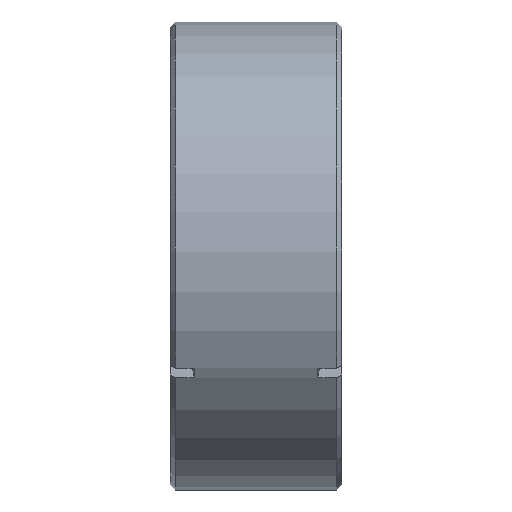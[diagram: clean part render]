
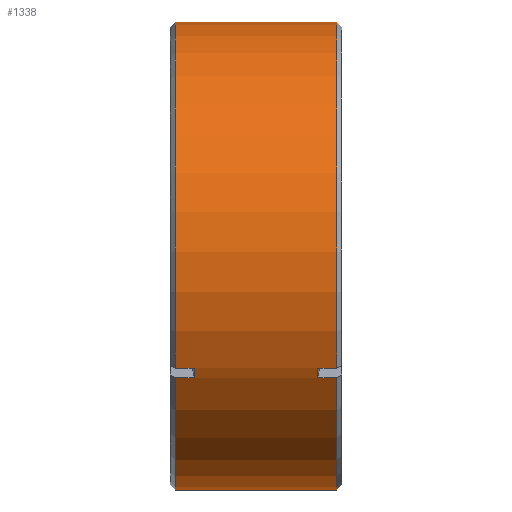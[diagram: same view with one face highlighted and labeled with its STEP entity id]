
A CAD part, front view. The second image highlights one B-rep face of the part: STEP entity #1338.
In plain terms, the highlighted cylindrical face has radius 34.671 mm (diameter 69.342 mm), a partial arc.
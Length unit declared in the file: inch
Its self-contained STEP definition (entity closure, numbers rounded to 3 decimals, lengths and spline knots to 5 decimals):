
#5 = EDGE_CURVE ( 'NONE', #1545, #1554, #209, .T. ) ;
#7 = EDGE_LOOP ( 'NONE', ( #1830, #801, #1283, #382, #1489, #1606, #435, #1967, #938, #218, #1613, #115 ) ) ;
#38 = DIRECTION ( 'NONE',  ( 0., 0., -1. ) ) ;
#50 = DIRECTION ( 'NONE',  ( 0., 0., -1. ) ) ;
#66 = CIRCLE ( 'NONE', #1883, 1.365 ) ;
#83 = DIRECTION ( 'NONE',  ( -1., 0., 0. ) ) ;
#87 = VECTOR ( 'NONE', #1125, 39.37008 ) ;
#96 = CARTESIAN_POINT ( 'NONE',  ( 0.03, 0., 1.365 ) ) ;
#115 = ORIENTED_EDGE ( 'NONE', *, *, #1414, .T. ) ;
#131 = VERTEX_POINT ( 'NONE', #1833 ) ;
#157 = CARTESIAN_POINT ( 'NONE',  ( 0.86001, -1.16632, -0.70917 ) ) ;
#181 = B_SPLINE_CURVE_WITH_KNOTS ( 'NONE', 3,
 ( #917, #567, #1556, #1397 ),
 .UNSPECIFIED., .F., .F.,
 ( 4, 4 ),
 ( 0., 0.00157 ),
 .UNSPECIFIED. ) ;
#205 = DIRECTION ( 'NONE',  ( 1., 0., 0. ) ) ;
#208 = CARTESIAN_POINT ( 'NONE',  ( 0.97, -1.19732, -0.65548 ) ) ;
#209 = CIRCLE ( 'NONE', #541, 1.365 ) ;
#218 = ORIENTED_EDGE ( 'NONE', *, *, #2092, .F. ) ;
#253 = DIRECTION ( 'NONE',  ( 1., 0., 0. ) ) ;
#319 = DIRECTION ( 'NONE',  ( 0., 0., 1. ) ) ;
#347 = VERTEX_POINT ( 'NONE', #1729 ) ;
#365 = CARTESIAN_POINT ( 'NONE',  ( 0., 0., 1.365 ) ) ;
#382 = ORIENTED_EDGE ( 'NONE', *, *, #623, .T. ) ;
#393 = VERTEX_POINT ( 'NONE', #1246 ) ;
#396 = AXIS2_PLACEMENT_3D ( 'NONE', #1954, #645, #319 ) ;
#435 = ORIENTED_EDGE ( 'NONE', *, *, #936, .T. ) ;
#439 = CARTESIAN_POINT ( 'NONE',  ( 0.03, 0., -1.365 ) ) ;
#440 = VERTEX_POINT ( 'NONE', #635 ) ;
#541 = AXIS2_PLACEMENT_3D ( 'NONE', #1015, #1817, #38 ) ;
#567 = CARTESIAN_POINT ( 'NONE',  ( 0.14, -1.17706, -0.69151 ) ) ;
#568 = DIRECTION ( 'NONE',  ( 0., 0., 1. ) ) ;
#623 = EDGE_CURVE ( 'NONE', #347, #1432, #1820, .T. ) ;
#630 = AXIS2_PLACEMENT_3D ( 'NONE', #1523, #83, #568 ) ;
#635 = CARTESIAN_POINT ( 'NONE',  ( 0.13999, -1.16632, -0.70917 ) ) ;
#645 = DIRECTION ( 'NONE',  ( -1., 0., 0. ) ) ;
#661 = EDGE_CURVE ( 'NONE', #1432, #949, #749, .T. ) ;
#666 = AXIS2_PLACEMENT_3D ( 'NONE', #1609, #205, #50 ) ;
#699 = EDGE_CURVE ( 'NONE', #1732, #440, #927, .T. ) ;
#724 = EDGE_CURVE ( 'NONE', #1554, #131, #768, .T. ) ;
#728 = LINE ( 'NONE', #1058, #1073 ) ;
#749 = LINE ( 'NONE', #1386, #87 ) ;
#755 = CARTESIAN_POINT ( 'NONE',  ( 0., -1.19732, -0.65548 ) ) ;
#768 = LINE ( 'NONE', #755, #1259 ) ;
#773 = VERTEX_POINT ( 'NONE', #439 ) ;
#799 = CARTESIAN_POINT ( 'NONE',  ( 0.86001, -1.19732, -0.65548 ) ) ;
#801 = ORIENTED_EDGE ( 'NONE', *, *, #1530, .T. ) ;
#917 = CARTESIAN_POINT ( 'NONE',  ( 0.13999, -1.16632, -0.70917 ) ) ;
#927 = LINE ( 'NONE', #1730, #1669 ) ;
#935 = CIRCLE ( 'NONE', #666, 1.365 ) ;
#936 = EDGE_CURVE ( 'NONE', #393, #1545, #1933, .T. ) ;
#938 = ORIENTED_EDGE ( 'NONE', *, *, #724, .T. ) ;
#949 = VERTEX_POINT ( 'NONE', #208 ) ;
#1006 = LINE ( 'NONE', #1153, #1535 ) ;
#1015 = CARTESIAN_POINT ( 'NONE',  ( 0.03, 0., 0. ) ) ;
#1058 = CARTESIAN_POINT ( 'NONE',  ( 0., -1.16632, -0.70917 ) ) ;
#1073 = VECTOR ( 'NONE', #253, 39.37008 ) ;
#1080 = VERTEX_POINT ( 'NONE', #1809 ) ;
#1109 = CARTESIAN_POINT ( 'NONE',  ( 0.03, -1.16632, -0.70917 ) ) ;
#1115 = VERTEX_POINT ( 'NONE', #1348 ) ;
#1125 = DIRECTION ( 'NONE',  ( 1., 0., 0. ) ) ;
#1138 = CARTESIAN_POINT ( 'NONE',  ( 0.86, -1.17706, -0.69151 ) ) ;
#1144 = DIRECTION ( 'NONE',  ( -1., 0., 0. ) ) ;
#1153 = CARTESIAN_POINT ( 'NONE',  ( 0., 0., -1.365 ) ) ;
#1246 = CARTESIAN_POINT ( 'NONE',  ( 0.97, 0., 1.365 ) ) ;
#1259 = VECTOR ( 'NONE', #1403, 39.37008 ) ;
#1283 = ORIENTED_EDGE ( 'NONE', *, *, #1532, .F. ) ;
#1308 = DIRECTION ( 'NONE',  ( -1., 0., 0. ) ) ;
#1315 = EDGE_CURVE ( 'NONE', #1115, #773, #1006, .T. ) ;
#1338 = ADVANCED_FACE ( 'NONE', ( #1920 ), #1796, .T. ) ;
#1348 = CARTESIAN_POINT ( 'NONE',  ( 0.97, 0., -1.365 ) ) ;
#1386 = CARTESIAN_POINT ( 'NONE',  ( 0., -1.19732, -0.65548 ) ) ;
#1397 = CARTESIAN_POINT ( 'NONE',  ( 0.13999, -1.19732, -0.65548 ) ) ;
#1403 = DIRECTION ( 'NONE',  ( 1., 0., 0. ) ) ;
#1414 = EDGE_CURVE ( 'NONE', #1732, #773, #935, .T. ) ;
#1432 = VERTEX_POINT ( 'NONE', #1665 ) ;
#1489 = ORIENTED_EDGE ( 'NONE', *, *, #661, .T. ) ;
#1498 = CARTESIAN_POINT ( 'NONE',  ( 0.03, -1.19732, -0.65548 ) ) ;
#1523 = CARTESIAN_POINT ( 'NONE',  ( 0.97, 0., 0. ) ) ;
#1530 = EDGE_CURVE ( 'NONE', #1115, #1080, #1802, .T. ) ;
#1532 = EDGE_CURVE ( 'NONE', #347, #1080, #728, .T. ) ;
#1535 = VECTOR ( 'NONE', #1144, 39.37008 ) ;
#1545 = VERTEX_POINT ( 'NONE', #96 ) ;
#1554 = VERTEX_POINT ( 'NONE', #1498 ) ;
#1556 = CARTESIAN_POINT ( 'NONE',  ( 0.14, -1.18739, -0.67361 ) ) ;
#1566 = CARTESIAN_POINT ( 'NONE',  ( 0.97, 0., 0. ) ) ;
#1606 = ORIENTED_EDGE ( 'NONE', *, *, #2065, .T. ) ;
#1609 = CARTESIAN_POINT ( 'NONE',  ( 0.03, 0., 0. ) ) ;
#1613 = ORIENTED_EDGE ( 'NONE', *, *, #699, .F. ) ;
#1665 = CARTESIAN_POINT ( 'NONE',  ( 0.86001, -1.19732, -0.65548 ) ) ;
#1669 = VECTOR ( 'NONE', #2054, 39.37008 ) ;
#1704 = DIRECTION ( 'NONE',  ( 0., 0., 1. ) ) ;
#1729 = CARTESIAN_POINT ( 'NONE',  ( 0.86001, -1.16632, -0.70917 ) ) ;
#1730 = CARTESIAN_POINT ( 'NONE',  ( 0., -1.16632, -0.70917 ) ) ;
#1732 = VERTEX_POINT ( 'NONE', #1109 ) ;
#1733 = VECTOR ( 'NONE', #1308, 39.37008 ) ;
#1774 = CARTESIAN_POINT ( 'NONE',  ( 0.86, -1.18739, -0.67361 ) ) ;
#1796 = CYLINDRICAL_SURFACE ( 'NONE', #396, 1.365 ) ;
#1802 = CIRCLE ( 'NONE', #630, 1.365 ) ;
#1809 = CARTESIAN_POINT ( 'NONE',  ( 0.97, -1.16632, -0.70917 ) ) ;
#1817 = DIRECTION ( 'NONE',  ( 1., 0., 0. ) ) ;
#1820 = B_SPLINE_CURVE_WITH_KNOTS ( 'NONE', 3,
 ( #157, #1138, #1774, #799 ),
 .UNSPECIFIED., .F., .F.,
 ( 4, 4 ),
 ( 0., 0.00157 ),
 .UNSPECIFIED. ) ;
#1830 = ORIENTED_EDGE ( 'NONE', *, *, #1315, .F. ) ;
#1833 = CARTESIAN_POINT ( 'NONE',  ( 0.13999, -1.19732, -0.65548 ) ) ;
#1883 = AXIS2_PLACEMENT_3D ( 'NONE', #1566, #2014, #1704 ) ;
#1920 = FACE_OUTER_BOUND ( 'NONE', #7, .T. ) ;
#1933 = LINE ( 'NONE', #365, #1733 ) ;
#1954 = CARTESIAN_POINT ( 'NONE',  ( 0., 0., 0. ) ) ;
#1967 = ORIENTED_EDGE ( 'NONE', *, *, #5, .T. ) ;
#2014 = DIRECTION ( 'NONE',  ( -1., 0., 0. ) ) ;
#2054 = DIRECTION ( 'NONE',  ( 1., 0., 0. ) ) ;
#2065 = EDGE_CURVE ( 'NONE', #949, #393, #66, .T. ) ;
#2092 = EDGE_CURVE ( 'NONE', #440, #131, #181, .T. ) ;
